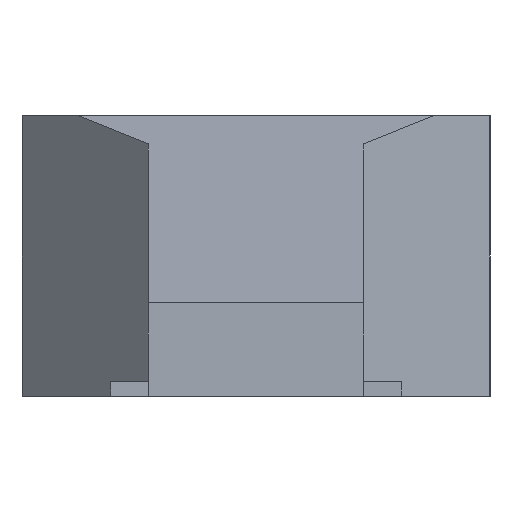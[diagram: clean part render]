
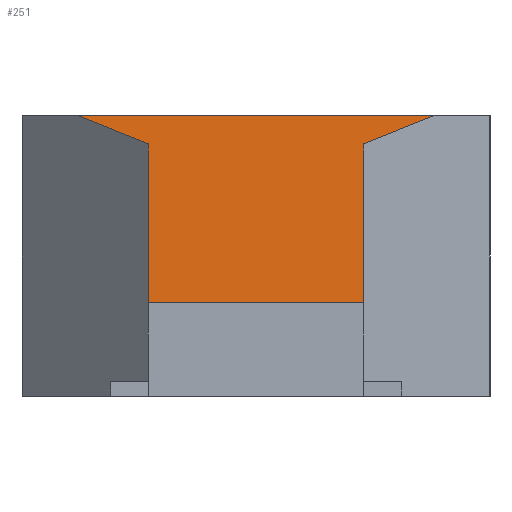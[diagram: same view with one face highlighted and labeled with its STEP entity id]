
A CAD part, left-side view. The second image highlights one B-rep face of the part: STEP entity #251.
In plain terms, the highlighted planar face has unit normal (-0.375, 0, 0.927).
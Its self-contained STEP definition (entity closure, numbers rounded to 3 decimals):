
#171=EDGE_CURVE('',#199,#397,#439,.T.);
#187=VERTEX_POINT('',#457);
#199=VERTEX_POINT('',#470);
#205=EDGE_CURVE('',#217,#187,#477,.T.);
#217=VERTEX_POINT('',#490);
#229=EDGE_CURVE('',#387,#187,#502,.T.);
#237=EDGE_CURVE('',#397,#327,#511,.T.);
#251=ADVANCED_FACE('',(#526),#527,.T.);
#321=EDGE_CURVE('',#327,#217,#608,.T.);
#323=EDGE_CURVE('',#387,#199,#610,.T.);
#327=VERTEX_POINT('',#614);
#387=VERTEX_POINT('',#679);
#397=VERTEX_POINT('',#690);
#439=LINE('',#734,#735);
#457=CARTESIAN_POINT('',(24.751,-9.501,15.0));
#470=CARTESIAN_POINT('',(21.0,5.75,13.485));
#477=LINE('',#790,#791);
#490=CARTESIAN_POINT('',(21.0,-5.75,13.485));
#502=LINE('',#827,#828);
#511=LINE('',#840,#841);
#526=FACE_OUTER_BOUND('',#861,.T.);
#527=PLANE('',#862);
#608=LINE('',#969,#970);
#610=LINE('',#973,#974);
#614=CARTESIAN_POINT('',(0.,-5.75,5.));
#679=CARTESIAN_POINT('',(24.751,9.501,15.0));
#690=CARTESIAN_POINT('',(0.0,5.75,5.));
#734=CARTESIAN_POINT('',(10.763,5.75,9.349));
#735=VECTOR('',#1109,1.0);
#790=CARTESIAN_POINT('',(14.166,1.084,10.724));
#791=VECTOR('',#1156,1.0);
#827=CARTESIAN_POINT('',(24.751,0.,15.));
#828=VECTOR('',#1175,1.0);
#840=CARTESIAN_POINT('',(0.0,0.,5.));
#841=VECTOR('',#1185,1.0);
#861=EDGE_LOOP('',(#1200,#1201,#1202,#1203,#1204,#1205));
#862=AXIS2_PLACEMENT_3D('',#1206,#1207,#1208);
#969=CARTESIAN_POINT('',(1.737,-5.75,5.702));
#970=VECTOR('',#1305,1.0);
#973=CARTESIAN_POINT('',(17.287,2.037,11.984));
#974=VECTOR('',#1306,1.0);
#1109=DIRECTION('',(-0.927,0.0,-0.375));
#1156=DIRECTION('',(0.68,-0.68,0.275));
#1175=DIRECTION('',(0.0,-1.0,0.));
#1185=DIRECTION('',(0.0,-1.0,0.));
#1200=ORIENTED_EDGE('',*,*,#323,.T.);
#1201=ORIENTED_EDGE('',*,*,#171,.T.);
#1202=ORIENTED_EDGE('',*,*,#237,.T.);
#1203=ORIENTED_EDGE('',*,*,#321,.T.);
#1204=ORIENTED_EDGE('',*,*,#205,.T.);
#1205=ORIENTED_EDGE('',*,*,#229,.F.);
#1206=CARTESIAN_POINT('',(0.0,0.,5.));
#1207=DIRECTION('',(-0.375,0.,0.927));
#1208=DIRECTION('',(0.0,-1.0,0.));
#1305=DIRECTION('',(0.927,0.0,0.375));
#1306=DIRECTION('',(-0.68,-0.68,-0.275));
